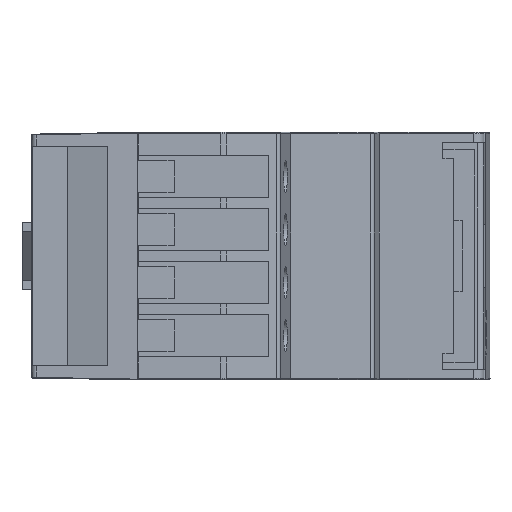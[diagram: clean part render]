
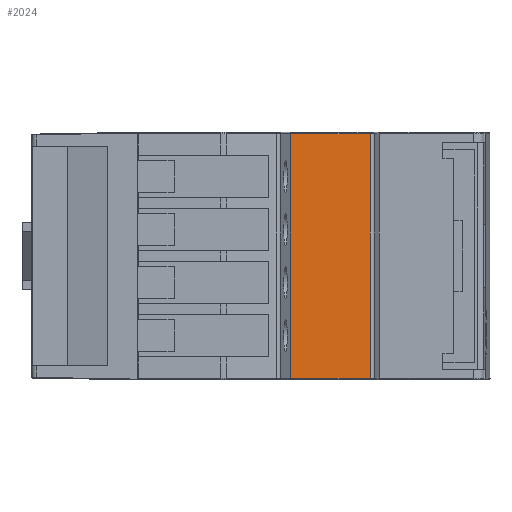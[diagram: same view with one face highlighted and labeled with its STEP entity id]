
A CAD part, front view. The second image highlights one B-rep face of the part: STEP entity #2024.
In plain terms, the highlighted planar face has unit normal (0.043, -0.999, 0).
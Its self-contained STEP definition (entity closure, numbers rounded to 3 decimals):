
#2024=ADVANCED_FACE('',(#5982),#5984,.T.);
#5982=FACE_BOUND('',#5983,.T.);
#5983=EDGE_LOOP('',(#14750,#14751,#14752,#14753));
#5984=PLANE('',#5985);
#5985=AXIS2_PLACEMENT_3D('',#5986,#5987,#5988);
#5986=CARTESIAN_POINT('',(0.,-31.,0.));
#5987=DIRECTION('',(0.043,-0.999,0.));
#5988=DIRECTION('',(0.999,0.043,0.));
#14750=ORIENTED_EDGE('',*,*,#20500,.F.);
#14751=ORIENTED_EDGE('',*,*,#20495,.F.);
#14752=ORIENTED_EDGE('',*,*,#20501,.T.);
#14753=ORIENTED_EDGE('',*,*,#20502,.T.);
#20495=EDGE_CURVE('',#23725,#23723,#23727,.T.);
#20500=EDGE_CURVE('',#23723,#23736,#23737,.T.);
#20501=EDGE_CURVE('',#23725,#23738,#23739,.T.);
#20502=EDGE_CURVE('',#23738,#23736,#23740,.T.);
#23723=VERTEX_POINT('',#29414);
#23725=VERTEX_POINT('',#29418);
#23727=LINE('',#29422,#29423);
#23736=VERTEX_POINT('',#29457);
#23737=LINE('',#29458,#29459);
#23738=VERTEX_POINT('',#29461);
#23739=LINE('',#29462,#29463);
#23740=LINE('',#29465,#29466);
#29414=CARTESIAN_POINT('',(0.,-31.,34.8));
#29418=CARTESIAN_POINT('',(0.,-31.,0.2));
#29422=CARTESIAN_POINT('',(0.,-31.,0.2));
#29423=VECTOR('',#29424,1.);
#29424=DIRECTION('',(0.,0.,1.));
#29457=CARTESIAN_POINT('',(11.224,-30.522,34.8));
#29458=CARTESIAN_POINT('',(0.,-31.,34.8));
#29459=VECTOR('',#29460,1.);
#29460=DIRECTION('',(0.999,0.043,0.));
#29461=CARTESIAN_POINT('',(11.224,-30.522,0.2));
#29462=CARTESIAN_POINT('',(0.,-31.,0.2));
#29463=VECTOR('',#29464,1.);
#29464=DIRECTION('',(0.999,0.043,0.));
#29465=CARTESIAN_POINT('',(11.224,-30.522,0.2));
#29466=VECTOR('',#29467,1.);
#29467=DIRECTION('',(0.,0.,1.));
